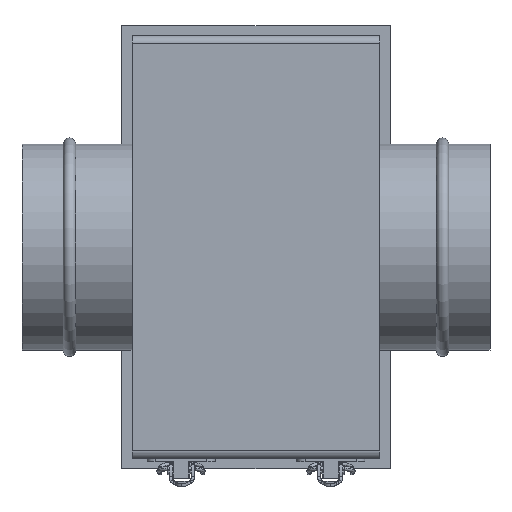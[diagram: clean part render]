
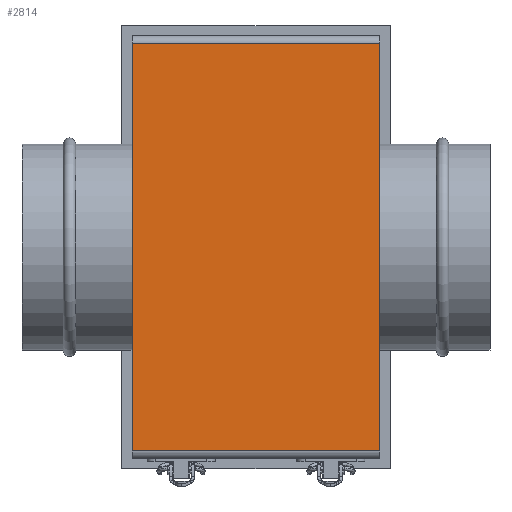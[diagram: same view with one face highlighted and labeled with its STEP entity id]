
A CAD part, front view. The second image highlights one B-rep face of the part: STEP entity #2814.
In plain terms, the highlighted planar face has unit normal (0, -1, 0).
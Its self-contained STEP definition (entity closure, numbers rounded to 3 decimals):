
#2691 = VERTEX_POINT ( 'NONE', #8188 ) ;
#2743 = EDGE_CURVE ( 'NONE', #2691, #2744, #8281, .T. ) ;
#2744 = VERTEX_POINT ( 'NONE', #8277 ) ;
#2785 = VERTEX_POINT ( 'NONE', #8389 ) ;
#2787 = EDGE_CURVE ( 'NONE', #2785, #2788, #8388, .T. ) ;
#2788 = VERTEX_POINT ( 'NONE', #8384 ) ;
#2814 = ADVANCED_FACE ( 'NONE', ( #8408 ), #8406, .F. ) ;
#2815 = EDGE_LOOP ( 'NONE', ( #2816, #2817, #2819, #2820 ) ) ;
#2816 = ORIENTED_EDGE ( 'NONE', *, *, #2743, .T. ) ;
#2817 = ORIENTED_EDGE ( 'NONE', *, *, #2818, .T. ) ;
#2818 = EDGE_CURVE ( 'NONE', #2744, #2788, #8407, .T. ) ;
#2819 = ORIENTED_EDGE ( 'NONE', *, *, #2787, .F. ) ;
#2820 = ORIENTED_EDGE ( 'NONE', *, *, #2821, .T. ) ;
#2821 = EDGE_CURVE ( 'NONE', #2785, #2691, #8398, .T. ) ;
#8188 = CARTESIAN_POINT ( 'NONE',  ( 60., 0., 201.263 ) ) ;
#8277 = CARTESIAN_POINT ( 'NONE',  ( -60., 0., 201.263 ) ) ;
#8278 = DIRECTION ( 'NONE',  ( -1., 0., 0. ) ) ;
#8279 = VECTOR ( 'NONE', #8278, 1000. ) ;
#8280 = CARTESIAN_POINT ( 'NONE',  ( 60., 0., 201.263 ) ) ;
#8281 = LINE ( 'NONE', #8280, #8279 ) ;
#8384 = CARTESIAN_POINT ( 'NONE',  ( -60., 0., 3.737 ) ) ;
#8385 = DIRECTION ( 'NONE',  ( -1., 0., 0. ) ) ;
#8386 = VECTOR ( 'NONE', #8385, 1000. ) ;
#8387 = CARTESIAN_POINT ( 'NONE',  ( -60., 0., 3.737 ) ) ;
#8388 = LINE ( 'NONE', #8387, #8386 ) ;
#8389 = CARTESIAN_POINT ( 'NONE',  ( 60., 0., 3.737 ) ) ;
#8395 = DIRECTION ( 'NONE',  ( 0., 0., 1. ) ) ;
#8396 = VECTOR ( 'NONE', #8395, 1000. ) ;
#8397 = CARTESIAN_POINT ( 'NONE',  ( 60., 0., 205. ) ) ;
#8398 = LINE ( 'NONE', #8397, #8396 ) ;
#8399 = DIRECTION ( 'NONE',  ( 0., 0., -1. ) ) ;
#8400 = VECTOR ( 'NONE', #8399, 1000. ) ;
#8401 = CARTESIAN_POINT ( 'NONE',  ( -60., 0., 205. ) ) ;
#8402 = DIRECTION ( 'NONE',  ( 0., 0., 1. ) ) ;
#8403 = DIRECTION ( 'NONE',  ( 0., 1., 0. ) ) ;
#8404 = CARTESIAN_POINT ( 'NONE',  ( -60., 0., 205. ) ) ;
#8405 = AXIS2_PLACEMENT_3D ( 'NONE', #8404, #8403, #8402 ) ;
#8406 = PLANE ( 'NONE',  #8405 ) ;
#8407 = LINE ( 'NONE', #8401, #8400 ) ;
#8408 = FACE_OUTER_BOUND ( 'NONE', #2815, .T. ) ;
